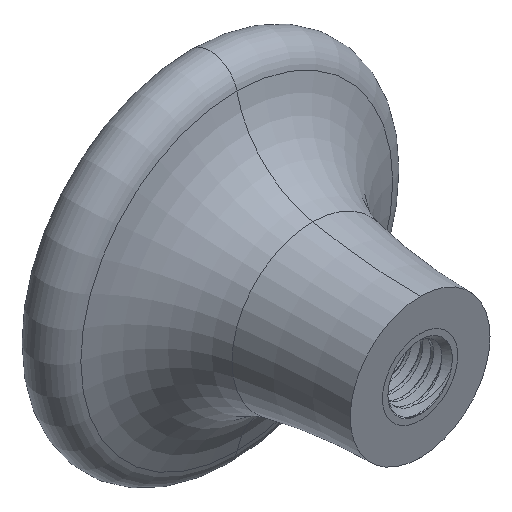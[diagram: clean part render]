
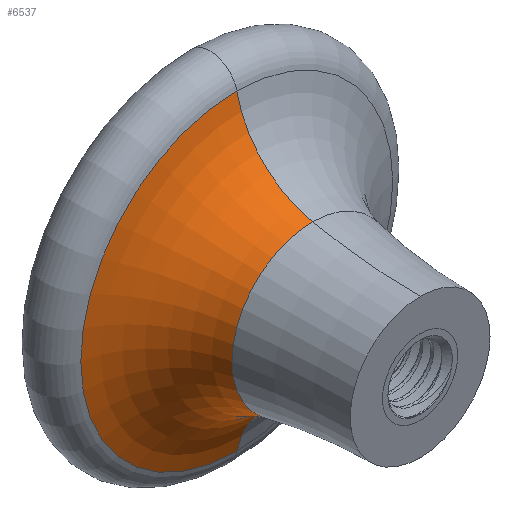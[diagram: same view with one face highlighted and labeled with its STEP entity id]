
A CAD part, isometric view. The second image highlights one B-rep face of the part: STEP entity #6537.
In plain terms, the highlighted toroidal (fillet/blend) face has major radius 16.352 mm and minor radius 9.031 mm.
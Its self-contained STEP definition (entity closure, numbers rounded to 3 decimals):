
#348 = CIRCLE ( 'NONE', #21059, 9.031 ) ;
#565 = VERTEX_POINT ( 'NONE', #24660 ) ;
#832 = CIRCLE ( 'NONE', #7734, 9.031 ) ;
#3557 = CIRCLE ( 'NONE', #27448, 7.5 ) ;
#3820 = DIRECTION ( 'NONE',  ( 0., -1., 0. ) ) ;
#4057 = CARTESIAN_POINT ( 'NONE',  ( 0., 8.212, 16.352 ) ) ;
#4136 = CARTESIAN_POINT ( 'NONE',  ( 0., 10., 7.5 ) ) ;
#4624 = DIRECTION ( 'NONE',  ( -1., 0., 0. ) ) ;
#5585 = EDGE_CURVE ( 'NONE', #7346, #565, #348, .T. ) ;
#6388 = CARTESIAN_POINT ( 'NONE',  ( 0., 10., 0. ) ) ;
#6537 = ADVANCED_FACE ( 'NONE', ( #21917 ), #16106, .F. ) ;
#7029 = EDGE_LOOP ( 'NONE', ( #17929, #11348, #8263, #11873 ) ) ;
#7346 = VERTEX_POINT ( 'NONE', #4136 ) ;
#7669 = VERTEX_POINT ( 'NONE', #15817 ) ;
#7734 = AXIS2_PLACEMENT_3D ( 'NONE', #15063, #4624, #15428 ) ;
#8111 = CARTESIAN_POINT ( 'NONE',  ( 0., 8.212, 0. ) ) ;
#8169 = DIRECTION ( 'NONE',  ( 1., 0., 0. ) ) ;
#8263 = ORIENTED_EDGE ( 'NONE', *, *, #18493, .T. ) ;
#8346 = CARTESIAN_POINT ( 'NONE',  ( 0., 17.053, -14.51 ) ) ;
#8593 = DIRECTION ( 'NONE',  ( 0., -1., 0. ) ) ;
#11265 = CIRCLE ( 'NONE', #12689, 14.51 ) ;
#11348 = ORIENTED_EDGE ( 'NONE', *, *, #5585, .T. ) ;
#11873 = ORIENTED_EDGE ( 'NONE', *, *, #24975, .F. ) ;
#11929 = DIRECTION ( 'NONE',  ( 0., 0., -1. ) ) ;
#12689 = AXIS2_PLACEMENT_3D ( 'NONE', #20060, #24351, #19878 ) ;
#15063 = CARTESIAN_POINT ( 'NONE',  ( 0., 8.212, -16.352 ) ) ;
#15428 = DIRECTION ( 'NONE',  ( 0., 0., 1. ) ) ;
#15817 = CARTESIAN_POINT ( 'NONE',  ( 0., 10., -7.5 ) ) ;
#16106 = TOROIDAL_SURFACE ( 'NONE', #24481, 16.352, 9.031 ) ;
#17929 = ORIENTED_EDGE ( 'NONE', *, *, #21770, .F. ) ;
#18493 = EDGE_CURVE ( 'NONE', #565, #27934, #11265, .T. ) ;
#19878 = DIRECTION ( 'NONE',  ( 0., 0., -1. ) ) ;
#20060 = CARTESIAN_POINT ( 'NONE',  ( 0., 17.053, 0. ) ) ;
#21059 = AXIS2_PLACEMENT_3D ( 'NONE', #4057, #8169, #23617 ) ;
#21770 = EDGE_CURVE ( 'NONE', #7346, #7669, #3557, .T. ) ;
#21917 = FACE_OUTER_BOUND ( 'NONE', #7029, .T. ) ;
#23617 = DIRECTION ( 'NONE',  ( 0., 0., -1. ) ) ;
#24351 = DIRECTION ( 'NONE',  ( 0., -1., 0. ) ) ;
#24481 = AXIS2_PLACEMENT_3D ( 'NONE', #8111, #3820, #11929 ) ;
#24660 = CARTESIAN_POINT ( 'NONE',  ( 0., 17.053, 14.51 ) ) ;
#24975 = EDGE_CURVE ( 'NONE', #7669, #27934, #832, .T. ) ;
#25748 = DIRECTION ( 'NONE',  ( 0., 0., -1. ) ) ;
#27448 = AXIS2_PLACEMENT_3D ( 'NONE', #6388, #8593, #25748 ) ;
#27934 = VERTEX_POINT ( 'NONE', #8346 ) ;
